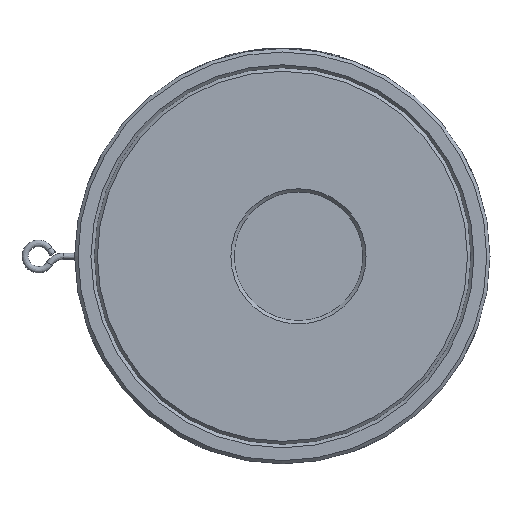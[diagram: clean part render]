
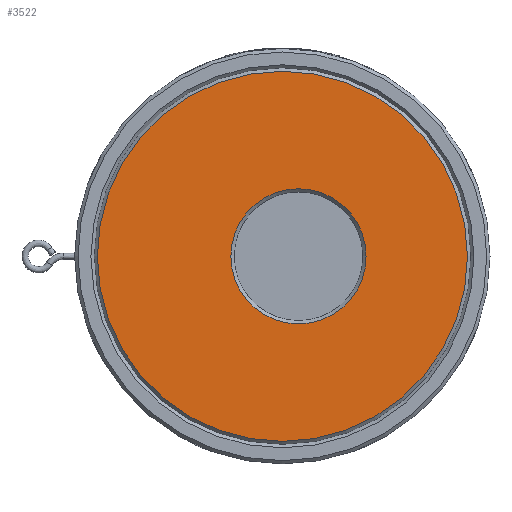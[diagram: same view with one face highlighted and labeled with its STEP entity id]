
A CAD part, left-side view. The second image highlights one B-rep face of the part: STEP entity #3522.
In plain terms, the highlighted planar face has unit normal (-1, 0, 0).
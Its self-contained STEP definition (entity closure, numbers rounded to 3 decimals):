
#48=FACE_BOUND('',#998,.T.);
#89=PLANE('',#3821);
#791=FACE_OUTER_BOUND('',#997,.T.);
#997=EDGE_LOOP('',(#2503));
#998=EDGE_LOOP('',(#2504));
#1331=CIRCLE('',#3816,21.);
#1335=CIRCLE('',#3822,57.5);
#1509=VERTEX_POINT('',#5532);
#1513=VERTEX_POINT('',#5544);
#1890=EDGE_CURVE('',#1509,#1509,#1331,.T.);
#1896=EDGE_CURVE('',#1513,#1513,#1335,.T.);
#2503=ORIENTED_EDGE('',*,*,#1896,.T.);
#2504=ORIENTED_EDGE('',*,*,#1890,.F.);
#3522=ADVANCED_FACE('',(#791,#48),#89,.F.);
#3816=AXIS2_PLACEMENT_3D('',#5533,#4329,#4330);
#3821=AXIS2_PLACEMENT_3D('',#5543,#4341,#4342);
#3822=AXIS2_PLACEMENT_3D('',#5545,#4343,#4344);
#4329=DIRECTION('center_axis',(-1.,0.,0.));
#4330=DIRECTION('ref_axis',(0.,0.,-1.));
#4341=DIRECTION('center_axis',(1.,0.,0.));
#4342=DIRECTION('ref_axis',(0.,0.,-1.));
#4343=DIRECTION('center_axis',(-1.,0.,0.));
#4344=DIRECTION('ref_axis',(0.,0.,1.));
#5532=CARTESIAN_POINT('',(0.,-5.,21.));
#5533=CARTESIAN_POINT('Origin',(0.,-5.,0.));
#5543=CARTESIAN_POINT('Origin',(0.,0.,0.));
#5544=CARTESIAN_POINT('',(0.,0.,57.5));
#5545=CARTESIAN_POINT('Origin',(0.,0.,0.));
